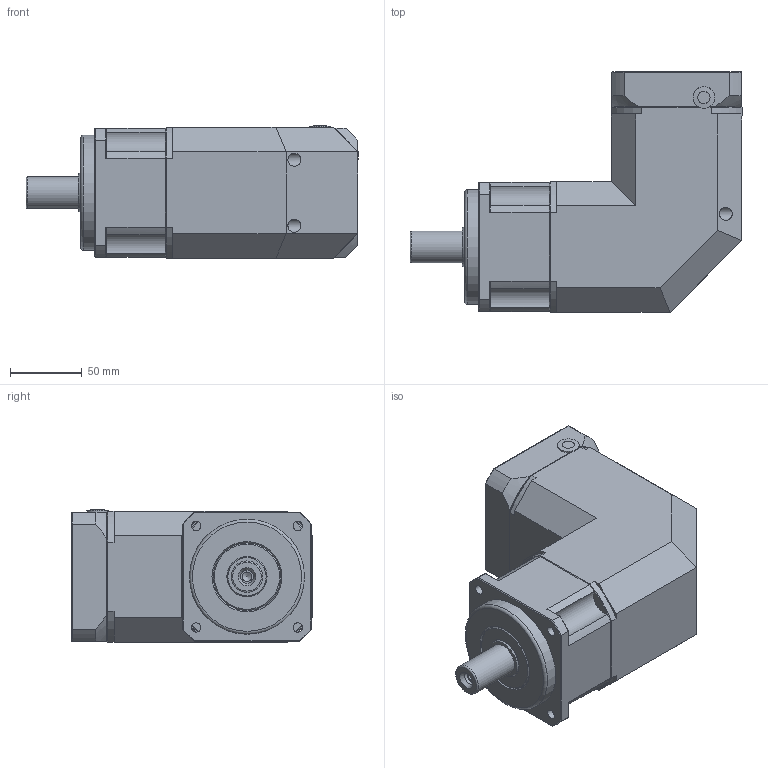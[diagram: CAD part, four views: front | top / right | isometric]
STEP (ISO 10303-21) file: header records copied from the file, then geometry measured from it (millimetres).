
FILE_DESCRIPTION(/* description */ (''),/* implementation_level */ '2;1');
FILE_NAME(/* name */ 'NPR09000A1-090F-S1.stp',/* time_stamp */ '2018-08-17T11:51:02+09:00',/* author */ ('Y.J.JI'),/* organization */ (''),/* preprocessor_version */ 'ST-DEVELOPER v15.6',/* originating_system */ 'Autodesk Inventor 2015',/* authorisation */ '');
FILE_SCHEMA (('AUTOMOTIVE_DESIGN { 1 0 10303 214 3 1 1 }'));
Length unit declared in the file: millimetre
Products named in the file (1): NPR09000A1-090F-S1
Bounding box: 231 x 167.5 x 92 mm (x, y, z)
Volume: 1566702.9 mm3; surface area: 167921.5 mm2
Topology: 2 solids, 22 shells, 476 faces, 1123 edges, 708 vertices
Faces by surface type: plane 241, cylinder 127, cone 71, torus 33, sphere 4
Full cylindrical faces by diameter (mm): 4.134 x10, 4.917 x5, 5 x10, 5.5 x10, 6 x1, 6.6 x5, 6.647 x1, 7 x1, 8 x1, 8.5 x11, 9 x11, 10 x1, 15 x1, 19 x1, 22 x1, 23 x1, 28 x2, 47 x2, 58 x1, 67 x1, 78 x1, 80 x2
Entity records: 12904 total; most frequent: CARTESIAN_POINT 2642, DIRECTION 2091, ORIENTED_EDGE 1820, EDGE_CURVE 910, AXIS2_PLACEMENT_3D 854, EDGE_LOOP 673, VERTEX_POINT 643, FACE_OUTER_BOUND 476
